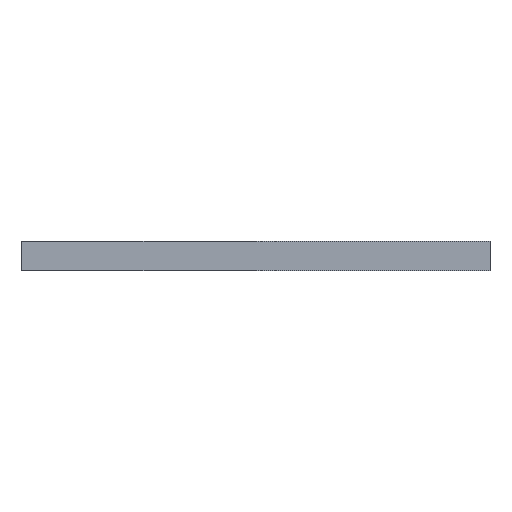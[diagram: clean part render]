
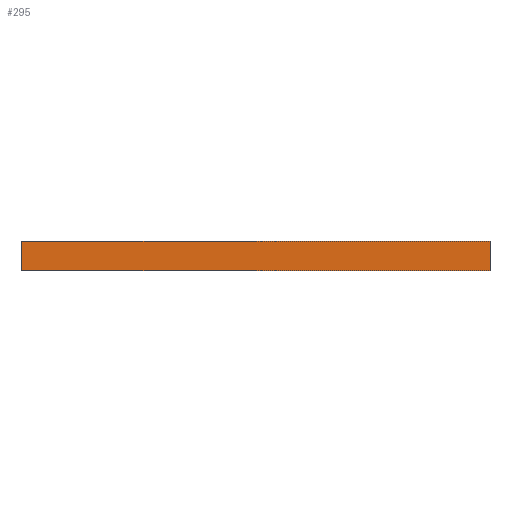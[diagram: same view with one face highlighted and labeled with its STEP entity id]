
A CAD part, front view. The second image highlights one B-rep face of the part: STEP entity #295.
In plain terms, the highlighted planar face has unit normal (0, -1, 0).
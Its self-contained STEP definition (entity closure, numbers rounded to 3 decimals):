
#21 = EDGE_CURVE('',#22,#24,#26,.T.);
#22 = VERTEX_POINT('',#23);
#23 = CARTESIAN_POINT('',(-16.915,-49.9,0.955));
#24 = VERTEX_POINT('',#25);
#25 = CARTESIAN_POINT('',(16.915,-49.9,0.955));
#26 = LINE('',#27,#28);
#27 = CARTESIAN_POINT('',(-16.915,-49.9,0.955));
#28 = VECTOR('',#29,1.);
#29 = DIRECTION('',(1.,0.,0.));
#295 = ADVANCED_FACE('',(#296),#321,.F.);
#296 = FACE_BOUND('',#297,.T.);
#297 = EDGE_LOOP('',(#298,#299,#307,#315));
#298 = ORIENTED_EDGE('',*,*,#21,.T.);
#299 = ORIENTED_EDGE('',*,*,#300,.T.);
#300 = EDGE_CURVE('',#24,#301,#303,.T.);
#301 = VERTEX_POINT('',#302);
#302 = CARTESIAN_POINT('',(16.915,-49.9,3.055));
#303 = LINE('',#304,#305);
#304 = CARTESIAN_POINT('',(16.915,-49.9,0.955));
#305 = VECTOR('',#306,1.);
#306 = DIRECTION('',(0.,0.,1.));
#307 = ORIENTED_EDGE('',*,*,#308,.F.);
#308 = EDGE_CURVE('',#309,#301,#311,.T.);
#309 = VERTEX_POINT('',#310);
#310 = CARTESIAN_POINT('',(-16.915,-49.9,3.055));
#311 = LINE('',#312,#313);
#312 = CARTESIAN_POINT('',(-16.915,-49.9,3.055));
#313 = VECTOR('',#314,1.);
#314 = DIRECTION('',(1.,0.,0.));
#315 = ORIENTED_EDGE('',*,*,#316,.F.);
#316 = EDGE_CURVE('',#22,#309,#317,.T.);
#317 = LINE('',#318,#319);
#318 = CARTESIAN_POINT('',(-16.915,-49.9,0.955));
#319 = VECTOR('',#320,1.);
#320 = DIRECTION('',(0.,0.,1.));
#321 = PLANE('',#322);
#322 = AXIS2_PLACEMENT_3D('',#323,#324,#325);
#323 = CARTESIAN_POINT('',(-16.915,-49.9,0.955));
#324 = DIRECTION('',(0.,1.,0.));
#325 = DIRECTION('',(1.,0.,0.));
